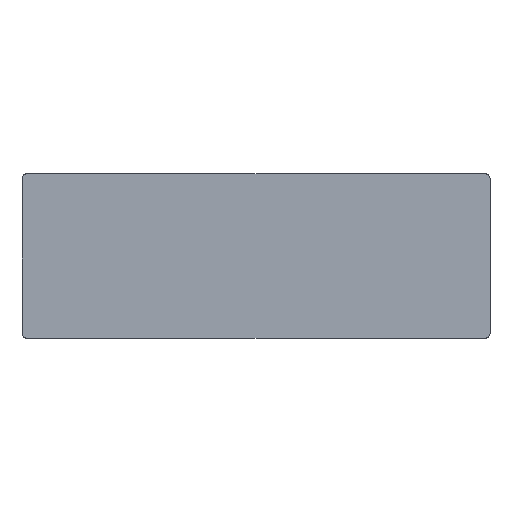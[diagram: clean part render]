
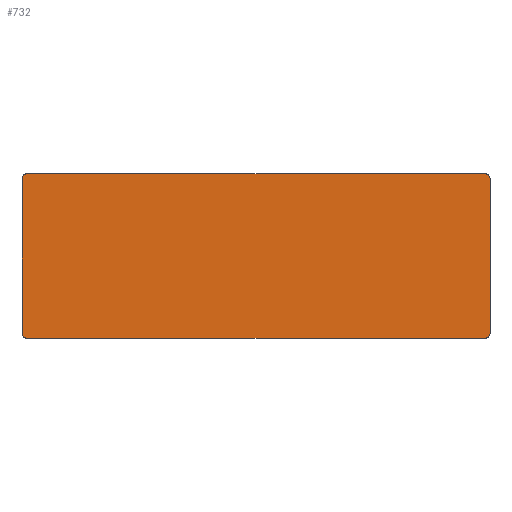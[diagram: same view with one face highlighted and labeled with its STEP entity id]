
A CAD part, top view. The second image highlights one B-rep face of the part: STEP entity #732.
In plain terms, the highlighted planar face has unit normal (0, 0, 1).
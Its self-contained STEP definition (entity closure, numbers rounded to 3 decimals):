
#43=PLANE('',#826);
#72=FACE_OUTER_BOUND('',#128,.T.);
#128=EDGE_LOOP('',(#565,#566,#567,#568,#569,#570,#571,#572));
#180=LINE('',#1233,#238);
#183=LINE('',#1239,#241);
#184=LINE('',#1243,#242);
#185=LINE('',#1247,#243);
#238=VECTOR('',#998,10.);
#241=VECTOR('',#1003,10.);
#242=VECTOR('',#1006,10.);
#243=VECTOR('',#1009,10.);
#304=CIRCLE('',#824,3.);
#305=CIRCLE('',#827,3.);
#306=CIRCLE('',#828,3.);
#307=CIRCLE('',#829,3.);
#363=VERTEX_POINT('',#1226);
#364=VERTEX_POINT('',#1228);
#365=VERTEX_POINT('',#1232);
#367=VERTEX_POINT('',#1238);
#368=VERTEX_POINT('',#1240);
#369=VERTEX_POINT('',#1242);
#370=VERTEX_POINT('',#1244);
#371=VERTEX_POINT('',#1246);
#440=EDGE_CURVE('',#363,#364,#304,.T.);
#442=EDGE_CURVE('',#365,#364,#180,.T.);
#445=EDGE_CURVE('',#363,#367,#183,.T.);
#446=EDGE_CURVE('',#368,#367,#305,.T.);
#447=EDGE_CURVE('',#368,#369,#184,.T.);
#448=EDGE_CURVE('',#370,#369,#306,.T.);
#449=EDGE_CURVE('',#370,#371,#185,.T.);
#450=EDGE_CURVE('',#365,#371,#307,.T.);
#565=ORIENTED_EDGE('',*,*,#440,.F.);
#566=ORIENTED_EDGE('',*,*,#445,.T.);
#567=ORIENTED_EDGE('',*,*,#446,.F.);
#568=ORIENTED_EDGE('',*,*,#447,.T.);
#569=ORIENTED_EDGE('',*,*,#448,.F.);
#570=ORIENTED_EDGE('',*,*,#449,.T.);
#571=ORIENTED_EDGE('',*,*,#450,.F.);
#572=ORIENTED_EDGE('',*,*,#442,.T.);
#732=ADVANCED_FACE('',(#72),#43,.T.);
#824=AXIS2_PLACEMENT_3D('',#1229,#993,#994);
#826=AXIS2_PLACEMENT_3D('',#1237,#1001,#1002);
#827=AXIS2_PLACEMENT_3D('',#1241,#1004,#1005);
#828=AXIS2_PLACEMENT_3D('',#1245,#1007,#1008);
#829=AXIS2_PLACEMENT_3D('',#1248,#1010,#1011);
#993=DIRECTION('center_axis',(0.,0.,-1.));
#994=DIRECTION('ref_axis',(0.707,0.707,0.));
#998=DIRECTION('',(0.,1.,0.));
#1001=DIRECTION('center_axis',(0.,0.,1.));
#1002=DIRECTION('ref_axis',(1.,0.,0.));
#1003=DIRECTION('',(-1.,0.,0.));
#1004=DIRECTION('center_axis',(0.,0.,-1.));
#1005=DIRECTION('ref_axis',(-0.707,0.707,0.));
#1006=DIRECTION('',(0.,-1.,0.));
#1007=DIRECTION('center_axis',(0.,0.,-1.));
#1008=DIRECTION('ref_axis',(-0.707,-0.707,0.));
#1009=DIRECTION('',(1.,0.,0.));
#1010=DIRECTION('center_axis',(0.,0.,-1.));
#1011=DIRECTION('ref_axis',(0.707,-0.707,0.));
#1226=CARTESIAN_POINT('',(286.,99.,0.));
#1228=CARTESIAN_POINT('',(289.,96.,0.));
#1229=CARTESIAN_POINT('Origin',(286.,96.,0.));
#1232=CARTESIAN_POINT('',(289.,-1.,0.));
#1233=CARTESIAN_POINT('',(289.,-4.,0.));
#1237=CARTESIAN_POINT('Origin',(142.5,47.5,0.));
#1238=CARTESIAN_POINT('',(-1.,99.,0.));
#1239=CARTESIAN_POINT('',(289.,99.,0.));
#1240=CARTESIAN_POINT('',(-4.,96.,0.));
#1241=CARTESIAN_POINT('Origin',(-1.,96.,0.));
#1242=CARTESIAN_POINT('',(-4.,-1.,0.));
#1243=CARTESIAN_POINT('',(-4.,99.,0.));
#1244=CARTESIAN_POINT('',(-1.,-4.,0.));
#1245=CARTESIAN_POINT('Origin',(-1.,-1.,0.));
#1246=CARTESIAN_POINT('',(286.,-4.,0.));
#1247=CARTESIAN_POINT('',(-4.,-4.,0.));
#1248=CARTESIAN_POINT('Origin',(286.,-1.,0.));
